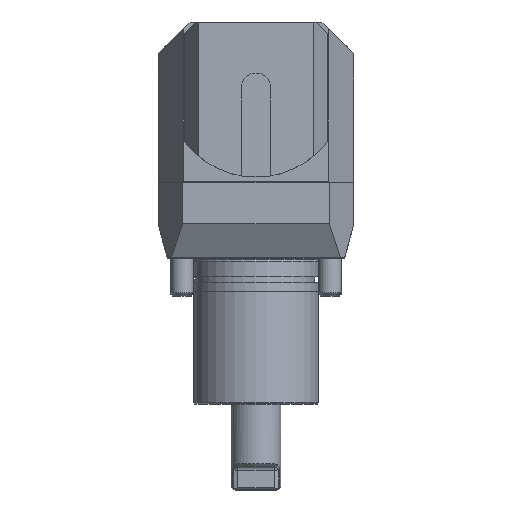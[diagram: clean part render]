
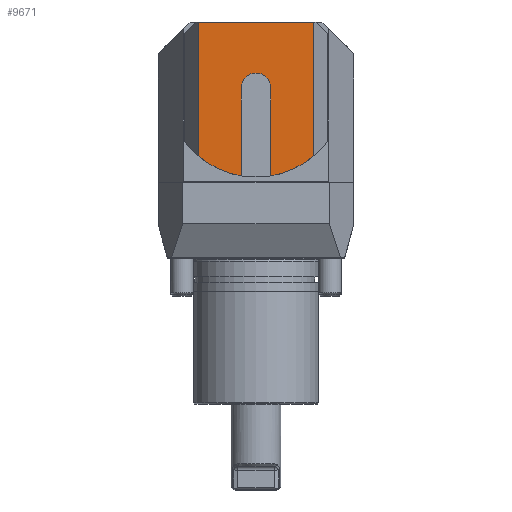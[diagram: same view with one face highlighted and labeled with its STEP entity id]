
A CAD part, top view. The second image highlights one B-rep face of the part: STEP entity #9671.
In plain terms, the highlighted planar face has unit normal (0, 0, 1).
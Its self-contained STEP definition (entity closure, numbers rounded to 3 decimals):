
#6 = EDGE_CURVE ( 'NONE', #11471, #15837, #15238, .T. ) ;
#574 = CIRCLE ( 'NONE', #929, 39.25 ) ;
#810 = AXIS2_PLACEMENT_3D ( 'NONE', #13000, #19896, #18198 ) ;
#929 = AXIS2_PLACEMENT_3D ( 'NONE', #7337, #10930, #14199 ) ;
#1165 = CARTESIAN_POINT ( 'NONE',  ( 26.072, 52., 96.5 ) ) ;
#1262 = ORIENTED_EDGE ( 'NONE', *, *, #4875, .F. ) ;
#1471 = CARTESIAN_POINT ( 'NONE',  ( 26.072, 81., 96.5 ) ) ;
#2785 = CARTESIAN_POINT ( 'NONE',  ( 7.096, 13.292, 96.5 ) ) ;
#4315 = ORIENTED_EDGE ( 'NONE', *, *, #12670, .T. ) ;
#4452 = VERTEX_POINT ( 'NONE', #15615 ) ;
#4490 = CARTESIAN_POINT ( 'NONE',  ( -5.904, 52., 96.5 ) ) ;
#4653 = VECTOR ( 'NONE', #18559, 1000. ) ;
#4684 = LINE ( 'NONE', #11556, #4653 ) ;
#4815 = LINE ( 'NONE', #22187, #18906 ) ;
#4834 = EDGE_CURVE ( 'NONE', #15051, #4452, #574, .T. ) ;
#4875 = EDGE_CURVE ( 'NONE', #6527, #4452, #19954, .T. ) ;
#5173 = CARTESIAN_POINT ( 'NONE',  ( 7.096, 52., 96.5 ) ) ;
#5736 = AXIS2_PLACEMENT_3D ( 'NONE', #13825, #17329, #17673 ) ;
#5980 = DIRECTION ( 'NONE',  ( 0., -1., 0. ) ) ;
#6262 = DIRECTION ( 'NONE',  ( 0., 1., 0. ) ) ;
#6459 = VECTOR ( 'NONE', #6262, 1000. ) ;
#6527 = VERTEX_POINT ( 'NONE', #11316 ) ;
#6580 = PLANE ( 'NONE',  #8280 ) ;
#7337 = CARTESIAN_POINT ( 'NONE',  ( 0.596, 52., 96.5 ) ) ;
#7433 = CARTESIAN_POINT ( 'NONE',  ( 26.072, 22.142, 96.5 ) ) ;
#7887 = EDGE_CURVE ( 'NONE', #11471, #11530, #17782, .T. ) ;
#8068 = DIRECTION ( 'NONE',  ( 0., 1., 0. ) ) ;
#8280 = AXIS2_PLACEMENT_3D ( 'NONE', #21805, #18642, #13549 ) ;
#9671 = ADVANCED_FACE ( 'Defeature completata1_79', ( #18758 ), #6580, .T. ) ;
#10330 = VECTOR ( 'NONE', #5980, 1000. ) ;
#10915 = EDGE_CURVE ( 'NONE', #15651, #15051, #4684, .T. ) ;
#10930 = DIRECTION ( 'NONE',  ( 0., 0., 1. ) ) ;
#11316 = CARTESIAN_POINT ( 'NONE',  ( -5.904, 52., 96.5 ) ) ;
#11471 = VERTEX_POINT ( 'NONE', #2785 ) ;
#11530 = VERTEX_POINT ( 'NONE', #5173 ) ;
#11556 = CARTESIAN_POINT ( 'NONE',  ( -24.881, 52., 96.5 ) ) ;
#11692 = DIRECTION ( 'NONE',  ( -1., 0., 0. ) ) ;
#11890 = EDGE_CURVE ( 'NONE', #20737, #15651, #4815, .T. ) ;
#12462 = ORIENTED_EDGE ( 'NONE', *, *, #6, .T. ) ;
#12670 = EDGE_CURVE ( 'NONE', #15837, #20737, #16752, .T. ) ;
#13000 = CARTESIAN_POINT ( 'NONE',  ( 0.596, 52., 96.5 ) ) ;
#13549 = DIRECTION ( 'NONE',  ( 0., -1., 0. ) ) ;
#13825 = CARTESIAN_POINT ( 'NONE',  ( 0.596, 52., 96.5 ) ) ;
#13860 = CARTESIAN_POINT ( 'NONE',  ( -24.881, 22.142, 96.5 ) ) ;
#14199 = DIRECTION ( 'NONE',  ( 0., -1., 0. ) ) ;
#15051 = VERTEX_POINT ( 'NONE', #13860 ) ;
#15079 = ORIENTED_EDGE ( 'NONE', *, *, #11890, .T. ) ;
#15238 = CIRCLE ( 'NONE', #810, 39.25 ) ;
#15437 = CIRCLE ( 'NONE', #5736, 6.5 ) ;
#15615 = CARTESIAN_POINT ( 'NONE',  ( -5.904, 13.292, 96.5 ) ) ;
#15651 = VERTEX_POINT ( 'NONE', #15696 ) ;
#15662 = ORIENTED_EDGE ( 'NONE', *, *, #10915, .T. ) ;
#15696 = CARTESIAN_POINT ( 'NONE',  ( -24.881, 81., 96.5 ) ) ;
#15837 = VERTEX_POINT ( 'NONE', #7433 ) ;
#16604 = ORIENTED_EDGE ( 'NONE', *, *, #20067, .F. ) ;
#16752 = LINE ( 'NONE', #1165, #20669 ) ;
#16766 = EDGE_LOOP ( 'NONE', ( #4315, #15079, #15662, #21980, #1262, #16604, #20296, #12462 ) ) ;
#17329 = DIRECTION ( 'NONE',  ( 0., 0., 1. ) ) ;
#17673 = DIRECTION ( 'NONE',  ( 0., -1., 0. ) ) ;
#17782 = LINE ( 'NONE', #21707, #6459 ) ;
#18198 = DIRECTION ( 'NONE',  ( 0., -1., 0. ) ) ;
#18559 = DIRECTION ( 'NONE',  ( 0., -1., 0. ) ) ;
#18642 = DIRECTION ( 'NONE',  ( 0., 0., 1. ) ) ;
#18758 = FACE_OUTER_BOUND ( 'NONE', #16766, .T. ) ;
#18906 = VECTOR ( 'NONE', #11692, 1000. ) ;
#19896 = DIRECTION ( 'NONE',  ( 0., 0., 1. ) ) ;
#19954 = LINE ( 'NONE', #4490, #10330 ) ;
#20067 = EDGE_CURVE ( 'NONE', #11530, #6527, #15437, .T. ) ;
#20296 = ORIENTED_EDGE ( 'NONE', *, *, #7887, .F. ) ;
#20669 = VECTOR ( 'NONE', #8068, 1000. ) ;
#20737 = VERTEX_POINT ( 'NONE', #1471 ) ;
#21707 = CARTESIAN_POINT ( 'NONE',  ( 7.096, 52., 96.5 ) ) ;
#21805 = CARTESIAN_POINT ( 'NONE',  ( 0.596, 52., 96.5 ) ) ;
#21980 = ORIENTED_EDGE ( 'NONE', *, *, #4834, .T. ) ;
#22187 = CARTESIAN_POINT ( 'NONE',  ( 0.596, 81., 96.5 ) ) ;
